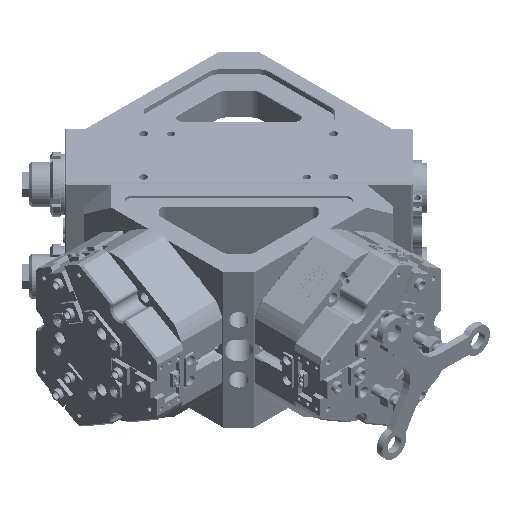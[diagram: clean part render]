
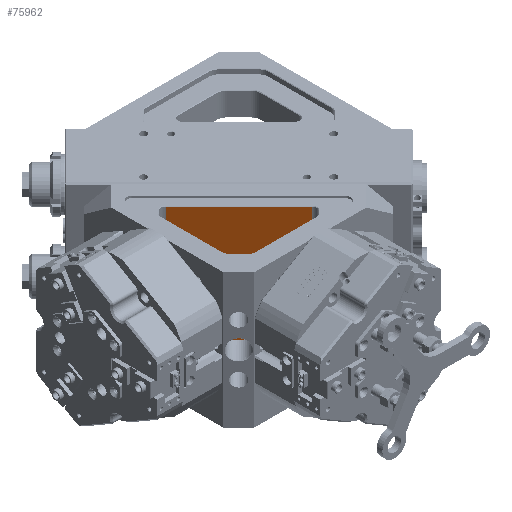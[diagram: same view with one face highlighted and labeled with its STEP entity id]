
A CAD part, isometric view. The second image highlights one B-rep face of the part: STEP entity #75962.
In plain terms, the highlighted planar face has unit normal (-0.707, -0.707, 0).
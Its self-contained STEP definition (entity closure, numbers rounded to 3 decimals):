
#5065 = DIRECTION ( 'NONE',  ( 0., 0., -1. ) ) ;
#10502 = LINE ( 'NONE', #59202, #53623 ) ;
#12475 = DIRECTION ( 'NONE',  ( -0.707, 0.707, 0. ) ) ;
#12902 = CARTESIAN_POINT ( 'NONE',  ( 31.82, 107.825, 92.1 ) ) ;
#18011 = CIRCLE ( 'NONE', #118822, 18.5 ) ;
#18685 = CARTESIAN_POINT ( 'NONE',  ( 82.904, 56.741, 0. ) ) ;
#18725 = LINE ( 'NONE', #39276, #101642 ) ;
#18777 = FACE_BOUND ( 'NONE', #92964, .T. ) ;
#23104 = EDGE_CURVE ( 'NONE', #54450, #27711, #84935, .T. ) ;
#26409 = CARTESIAN_POINT ( 'NONE',  ( 69.822, 69.822, 0. ) ) ;
#27711 = VERTEX_POINT ( 'NONE', #62416 ) ;
#28026 = ORIENTED_EDGE ( 'NONE', *, *, #23104, .T. ) ;
#28130 = DIRECTION ( 'NONE',  ( 0., 0., -1. ) ) ;
#34816 = CARTESIAN_POINT ( 'NONE',  ( 107.825, 31.82, -67.4 ) ) ;
#35725 = LINE ( 'NONE', #34816, #43524 ) ;
#39276 = CARTESIAN_POINT ( 'NONE',  ( 107.825, 31.82, 92.1 ) ) ;
#40684 = CARTESIAN_POINT ( 'NONE',  ( 56.741, 82.904, 0. ) ) ;
#41272 = AXIS2_PLACEMENT_3D ( 'NONE', #12902, #82928, #12475 ) ;
#41536 = ORIENTED_EDGE ( 'NONE', *, *, #62630, .T. ) ;
#43524 = VECTOR ( 'NONE', #105740, 1000. ) ;
#44759 = CARTESIAN_POINT ( 'NONE',  ( 31.82, 107.825, 92.1 ) ) ;
#48491 = DIRECTION ( 'NONE',  ( -0.707, 0.707, 0. ) ) ;
#50795 = CIRCLE ( 'NONE', #78651, 18.5 ) ;
#51815 = CARTESIAN_POINT ( 'NONE',  ( 107.825, 31.82, 67.4 ) ) ;
#53623 = VECTOR ( 'NONE', #48491, 1000. ) ;
#54450 = VERTEX_POINT ( 'NONE', #124294 ) ;
#59202 = CARTESIAN_POINT ( 'NONE',  ( 31.82, 107.825, 67.4 ) ) ;
#61893 = ORIENTED_EDGE ( 'NONE', *, *, #95630, .T. ) ;
#62416 = CARTESIAN_POINT ( 'NONE',  ( 31.82, 107.825, -67.4 ) ) ;
#62630 = EDGE_CURVE ( 'NONE', #106974, #54450, #10502, .T. ) ;
#64541 = EDGE_LOOP ( 'NONE', ( #88125, #41536, #28026, #80243 ) ) ;
#74160 = DIRECTION ( 'NONE',  ( -0.707, 0.707, 0. ) ) ;
#75462 = EDGE_CURVE ( 'NONE', #106974, #101353, #18725, .T. ) ;
#75962 = ADVANCED_FACE ( 'NONE', ( #18777, #93710 ), #103459, .F. ) ;
#76376 = DIRECTION ( 'NONE',  ( 0.707, 0.707, 0. ) ) ;
#78651 = AXIS2_PLACEMENT_3D ( 'NONE', #103156, #113863, #74160 ) ;
#79951 = EDGE_CURVE ( 'NONE', #27711, #101353, #35725, .T. ) ;
#80243 = ORIENTED_EDGE ( 'NONE', *, *, #79951, .T. ) ;
#80759 = CARTESIAN_POINT ( 'NONE',  ( 107.825, 31.82, -67.4 ) ) ;
#82928 = DIRECTION ( 'NONE',  ( 0.707, 0.707, 0. ) ) ;
#84935 = LINE ( 'NONE', #44759, #91351 ) ;
#86192 = DIRECTION ( 'NONE',  ( -0.707, 0.707, 0. ) ) ;
#88125 = ORIENTED_EDGE ( 'NONE', *, *, #75462, .F. ) ;
#88877 = ORIENTED_EDGE ( 'NONE', *, *, #110488, .T. ) ;
#91351 = VECTOR ( 'NONE', #5065, 1000. ) ;
#92964 = EDGE_LOOP ( 'NONE', ( #88877, #61893 ) ) ;
#93710 = FACE_OUTER_BOUND ( 'NONE', #64541, .T. ) ;
#95630 = EDGE_CURVE ( 'NONE', #99627, #98590, #18011, .T. ) ;
#98590 = VERTEX_POINT ( 'NONE', #18685 ) ;
#99627 = VERTEX_POINT ( 'NONE', #40684 ) ;
#101353 = VERTEX_POINT ( 'NONE', #80759 ) ;
#101642 = VECTOR ( 'NONE', #28130, 1000. ) ;
#103156 = CARTESIAN_POINT ( 'NONE',  ( 69.822, 69.822, 0. ) ) ;
#103459 = PLANE ( 'NONE',  #41272 ) ;
#105740 = DIRECTION ( 'NONE',  ( 0.707, -0.707, 0. ) ) ;
#106974 = VERTEX_POINT ( 'NONE', #51815 ) ;
#110488 = EDGE_CURVE ( 'NONE', #98590, #99627, #50795, .T. ) ;
#113863 = DIRECTION ( 'NONE',  ( 0.707, 0.707, 0. ) ) ;
#118822 = AXIS2_PLACEMENT_3D ( 'NONE', #26409, #76376, #86192 ) ;
#124294 = CARTESIAN_POINT ( 'NONE',  ( 31.82, 107.825, 67.4 ) ) ;
